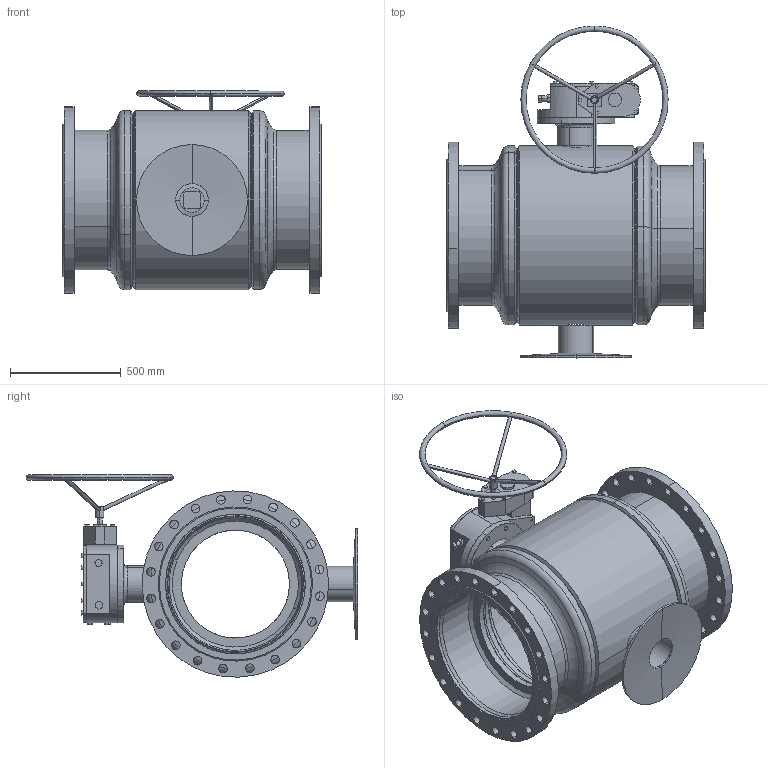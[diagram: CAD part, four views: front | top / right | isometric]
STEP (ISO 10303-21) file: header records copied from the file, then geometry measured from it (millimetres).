
FILE_DESCRIPTION (( 'STEP AP214' ), '1' );
FILE_NAME ('DN600涡轮法兰球阀PN16.STEP', '2023-10-08T08:05:33', ( '' ), ( '' ), 'SwSTEP 2.0', 'SolidWorks 2019', '' );
FILE_SCHEMA (( 'AUTOMOTIVE_DESIGN' ));
Length unit declared in the file: millimetre
Products named in the file (11): 600粣杶蜊傻; 600瑩; 恘謫600; 恘謫忒梟600; 600概裝; DN600涡轮法兰球阀PN16; 600楊擘1.6; 600盓殤埴攫; 600Q367F16C-01; 600 晚概极; 600埴攫盓殤奪
Assembly tree (13 placements, depth 2):
  DN600涡轮法兰球阀PN16
    600Q367F16C-01
    600粣杶蜊傻
    600 晚概极  x2
    600概裝
    600瑩  x2
    600埴攫盓殤奪
    600盓殤埴攫
    恘謫600
    恘謫忒梟600
    600楊擘1.6  x2
Bounding box: 1163 x 1495 x 912.19 mm (x, y, z)
Volume: 141881510.2 mm3; surface area: 9697961.7 mm2
Topology: 14 solids, 21 shells, 641 faces, 1534 edges, 991 vertices
Faces by surface type: cylinder 288, plane 274, cone 61, torus 18
Entity records: 18306 total; most frequent: CARTESIAN_POINT 4293, DIRECTION 2794, ORIENTED_EDGE 2580, EDGE_CURVE 1290, AXIS2_PLACEMENT_3D 1020, VERTEX_POINT 837, LINE 754, VECTOR 754
